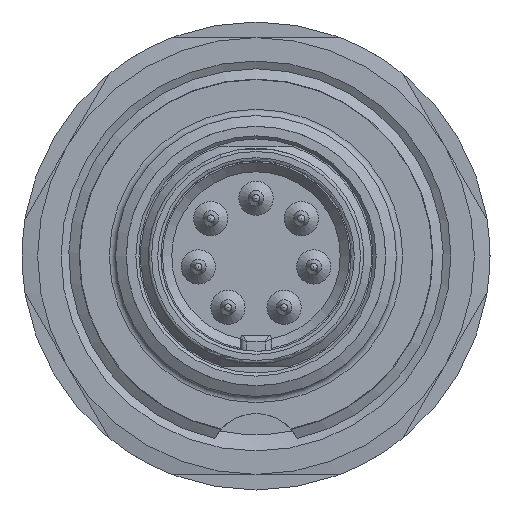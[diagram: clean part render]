
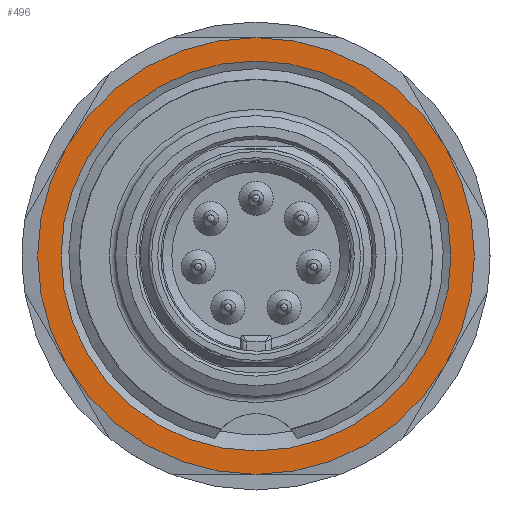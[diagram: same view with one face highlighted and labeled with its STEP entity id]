
A CAD part, left-side view. The second image highlights one B-rep face of the part: STEP entity #496.
In plain terms, the highlighted planar face has unit normal (-1, 0, 0).
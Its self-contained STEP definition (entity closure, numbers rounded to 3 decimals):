
#339=PLANE('',#2716);
#496=ADVANCED_FACE('',(#776,#777),#339,.T.);
#776=FACE_BOUND('',#1033,.T.);
#777=FACE_BOUND('',#1034,.T.);
#1033=EDGE_LOOP('',(#1616));
#1034=EDGE_LOOP('',(#1617,#1618,#1619,#1620,#1621,#1622));
#1616=ORIENTED_EDGE('',*,*,#2165,.T.);
#1617=ORIENTED_EDGE('',*,*,#2172,.T.);
#1618=ORIENTED_EDGE('',*,*,#2173,.T.);
#1619=ORIENTED_EDGE('',*,*,#2174,.T.);
#1620=ORIENTED_EDGE('',*,*,#2175,.T.);
#1621=ORIENTED_EDGE('',*,*,#2176,.T.);
#1622=ORIENTED_EDGE('',*,*,#2177,.T.);
#1907=VERTEX_POINT('',#4566);
#1914=VERTEX_POINT('',#4582);
#1915=VERTEX_POINT('',#4583);
#1916=VERTEX_POINT('',#4585);
#1917=VERTEX_POINT('',#4587);
#1918=VERTEX_POINT('',#4589);
#1919=VERTEX_POINT('',#4591);
#2165=EDGE_CURVE('',#1907,#1907,#2379,.T.);
#2172=EDGE_CURVE('',#1914,#1915,#2386,.T.);
#2173=EDGE_CURVE('',#1915,#1916,#2387,.T.);
#2174=EDGE_CURVE('',#1916,#1917,#2388,.T.);
#2175=EDGE_CURVE('',#1917,#1918,#2389,.T.);
#2176=EDGE_CURVE('',#1918,#1919,#2390,.T.);
#2177=EDGE_CURVE('',#1919,#1914,#2391,.T.);
#2379=CIRCLE('',#2701,6.249);
#2386=CIRCLE('',#2710,7.);
#2387=CIRCLE('',#2711,7.);
#2388=CIRCLE('',#2712,7.);
#2389=CIRCLE('',#2713,7.);
#2390=CIRCLE('',#2714,7.);
#2391=CIRCLE('',#2715,7.);
#2701=AXIS2_PLACEMENT_3D('',#4565,#3389,#3390);
#2710=AXIS2_PLACEMENT_3D('',#4581,#3407,#3408);
#2711=AXIS2_PLACEMENT_3D('',#4584,#3409,#3410);
#2712=AXIS2_PLACEMENT_3D('',#4586,#3411,#3412);
#2713=AXIS2_PLACEMENT_3D('',#4588,#3413,#3414);
#2714=AXIS2_PLACEMENT_3D('',#4590,#3415,#3416);
#2715=AXIS2_PLACEMENT_3D('',#4592,#3417,#3418);
#2716=AXIS2_PLACEMENT_3D('',#4593,#3419,#3420);
#3389=DIRECTION('',(1.,0.,0.));
#3390=DIRECTION('',(0.,0.,1.));
#3407=DIRECTION('',(-1.,0.,0.));
#3408=DIRECTION('',(0.,0.,1.));
#3409=DIRECTION('',(-1.,0.,0.));
#3410=DIRECTION('',(0.,0.,1.));
#3411=DIRECTION('',(-1.,0.,0.));
#3412=DIRECTION('',(0.,0.,1.));
#3413=DIRECTION('',(-1.,0.,0.));
#3414=DIRECTION('',(0.,0.,1.));
#3415=DIRECTION('',(-1.,0.,0.));
#3416=DIRECTION('',(0.,0.,1.));
#3417=DIRECTION('',(-1.,0.,0.));
#3418=DIRECTION('',(0.,0.,1.));
#3419=DIRECTION('',(-1.,0.,0.));
#3420=DIRECTION('',(0.,0.,1.));
#4565=CARTESIAN_POINT('',(9.5,0.,0.));
#4566=CARTESIAN_POINT('',(9.5,0.,6.249));
#4581=CARTESIAN_POINT('',(9.5,0.,0.));
#4582=CARTESIAN_POINT('',(9.5,6.062,3.5));
#4583=CARTESIAN_POINT('',(9.5,6.062,-3.5));
#4584=CARTESIAN_POINT('',(9.5,0.,0.));
#4585=CARTESIAN_POINT('',(9.5,0.,-7.));
#4586=CARTESIAN_POINT('',(9.5,0.,0.));
#4587=CARTESIAN_POINT('',(9.5,-6.062,-3.5));
#4588=CARTESIAN_POINT('',(9.5,0.,0.));
#4589=CARTESIAN_POINT('',(9.5,-6.062,3.5));
#4590=CARTESIAN_POINT('',(9.5,0.,0.));
#4591=CARTESIAN_POINT('',(9.5,0.,7.));
#4592=CARTESIAN_POINT('',(9.5,0.,0.));
#4593=CARTESIAN_POINT('',(9.5,0.,0.));
